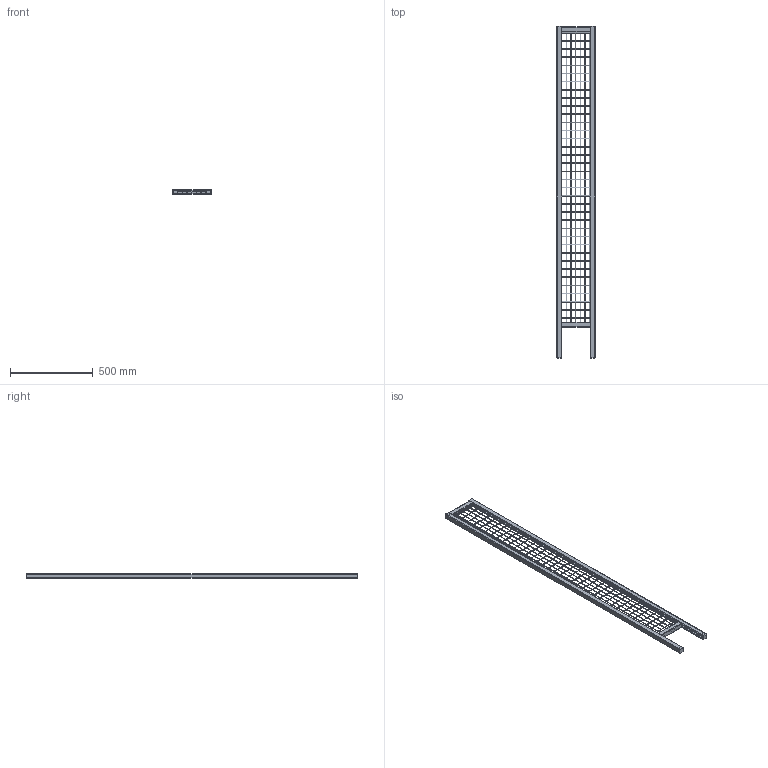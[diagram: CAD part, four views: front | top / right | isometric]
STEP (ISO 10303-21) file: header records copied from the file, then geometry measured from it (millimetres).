
FILE_DESCRIPTION (( 'STEP AP214' ), '1' );
FILE_NAME ('0042024.step', '2022-08-08T10:27:07', ( '' ), ( '' ), 'SwSTEP 2.0', 'SolidWorks 2020', '' );
FILE_SCHEMA (( 'AUTOMOTIVE_DESIGN' ));
Length unit declared in the file: millimetre
Products named in the file (1): 0042024
Bounding box: 230 x 2000 x 30 mm (x, y, z)
Volume: 1066982.6 mm3; surface area: 1106322.6 mm2
Topology: 53 solids, 53 shells, 444 faces, 926 edges, 596 vertices
Faces by surface type: plane 210, cylinder 202, bspline 16, torus 16
Entity records: 17440 total; most frequent: CARTESIAN_POINT 2255, DIRECTION 2188, ORIENTED_EDGE 1852, EDGE_CURVE 926, AXIS2_PLACEMENT_3D 849, VERTEX_POINT 596, UNCERTAINTY_MEASURE_WITH_UNIT 499, PRESENTATION_STYLE_ASSIGNMENT 498
